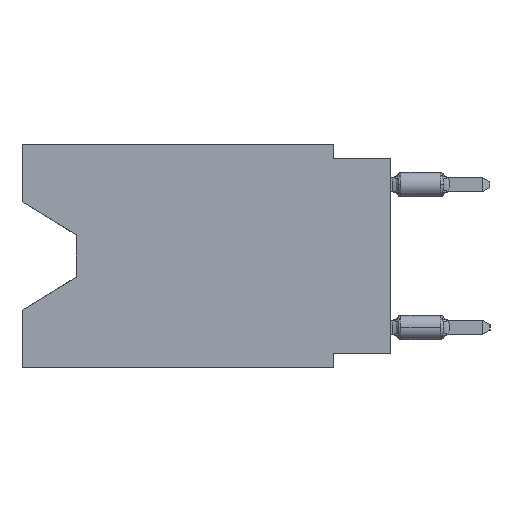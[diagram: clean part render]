
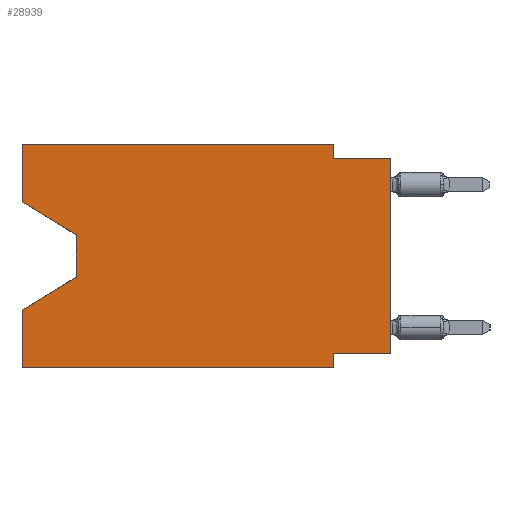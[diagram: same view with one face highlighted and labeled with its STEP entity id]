
A CAD part, left-side view. The second image highlights one B-rep face of the part: STEP entity #28939.
In plain terms, the highlighted planar face has unit normal (-1, 0, 0).
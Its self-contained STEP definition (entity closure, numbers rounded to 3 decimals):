
#435 = VERTEX_POINT ( 'NONE', #11384 ) ;
#896 = EDGE_CURVE ( 'NONE', #2497, #11851, #58035, .T. ) ;
#1175 = LINE ( 'NONE', #2115, #56957 ) ;
#2115 = CARTESIAN_POINT ( 'NONE',  ( 0., 13.97, -4.013 ) ) ;
#2327 = LINE ( 'NONE', #16451, #20178 ) ;
#2497 = VERTEX_POINT ( 'NONE', #18170 ) ;
#3227 = EDGE_CURVE ( 'NONE', #52444, #31347, #2327, .T. ) ;
#3553 = LINE ( 'NONE', #57776, #35196 ) ;
#3557 = CARTESIAN_POINT ( 'NONE',  ( 0., 2.54, -9.906 ) ) ;
#3872 = DIRECTION ( 'NONE',  ( 0., 0., -1. ) ) ;
#4421 = CARTESIAN_POINT ( 'NONE',  ( 0., 0., -9.271 ) ) ;
#4722 = CARTESIAN_POINT ( 'NONE',  ( 0., 16.383, -2.546 ) ) ;
#5909 = LINE ( 'NONE', #25150, #50837 ) ;
#6278 = EDGE_CURVE ( 'NONE', #10377, #49648, #15143, .T. ) ;
#6485 = DIRECTION ( 'NONE',  ( 0., -1., 0. ) ) ;
#9025 = DIRECTION ( 'NONE',  ( 1., 0., 0. ) ) ;
#10161 = DIRECTION ( 'NONE',  ( 0., 0., -1. ) ) ;
#10241 = VECTOR ( 'NONE', #6485, 1000. ) ;
#10260 = CARTESIAN_POINT ( 'NONE',  ( 0., 0., -0.635 ) ) ;
#10377 = VERTEX_POINT ( 'NONE', #38627 ) ;
#11115 = CARTESIAN_POINT ( 'NONE',  ( 0., 2.54, 0. ) ) ;
#11384 = CARTESIAN_POINT ( 'NONE',  ( 0., 2.54, -9.271 ) ) ;
#11424 = DIRECTION ( 'NONE',  ( 0., 0., -1. ) ) ;
#11851 = VERTEX_POINT ( 'NONE', #17347 ) ;
#12586 = DIRECTION ( 'NONE',  ( 0., 0., 1. ) ) ;
#14673 = CARTESIAN_POINT ( 'NONE',  ( 0., 0., 0. ) ) ;
#14996 = CARTESIAN_POINT ( 'NONE',  ( 0., 16.383, 0. ) ) ;
#15114 = LINE ( 'NONE', #24120, #35244 ) ;
#15143 = LINE ( 'NONE', #49814, #10241 ) ;
#15860 = EDGE_CURVE ( 'NONE', #43465, #48756, #5909, .T. ) ;
#16300 = VERTEX_POINT ( 'NONE', #42743 ) ;
#16451 = CARTESIAN_POINT ( 'NONE',  ( 0., 13.97, -5.893 ) ) ;
#17347 = CARTESIAN_POINT ( 'NONE',  ( 0., 2.54, 0. ) ) ;
#17946 = VERTEX_POINT ( 'NONE', #4722 ) ;
#18170 = CARTESIAN_POINT ( 'NONE',  ( 0., 16.383, 0. ) ) ;
#18396 = LINE ( 'NONE', #62050, #29060 ) ;
#19526 = CARTESIAN_POINT ( 'NONE',  ( 0., 13.97, -5.893 ) ) ;
#20178 = VECTOR ( 'NONE', #36009, 1000. ) ;
#23673 = DIRECTION ( 'NONE',  ( 0., 0., 1. ) ) ;
#24120 = CARTESIAN_POINT ( 'NONE',  ( 0., 16.383, -2.546 ) ) ;
#24277 = ORIENTED_EDGE ( 'NONE', *, *, #49493, .F. ) ;
#24525 = DIRECTION ( 'NONE',  ( 0., -1., 0. ) ) ;
#25150 = CARTESIAN_POINT ( 'NONE',  ( 0., 16.383, -9.906 ) ) ;
#27349 = EDGE_CURVE ( 'NONE', #17946, #53863, #15114, .T. ) ;
#27511 = DIRECTION ( 'NONE',  ( 0., 1., 0. ) ) ;
#28723 = CARTESIAN_POINT ( 'NONE',  ( 0., 16.383, -7.36 ) ) ;
#28939 = ADVANCED_FACE ( 'NONE', ( #43045 ), #62631, .F. ) ;
#29060 = VECTOR ( 'NONE', #57241, 1000. ) ;
#29930 = EDGE_CURVE ( 'NONE', #53863, #52444, #1175, .T. ) ;
#30194 = DIRECTION ( 'NONE',  ( 0., 0., -1. ) ) ;
#30454 = EDGE_CURVE ( 'NONE', #17946, #2497, #37916, .T. ) ;
#30903 = EDGE_CURVE ( 'NONE', #16300, #435, #32970, .T. ) ;
#30985 = ORIENTED_EDGE ( 'NONE', *, *, #15860, .T. ) ;
#31347 = VERTEX_POINT ( 'NONE', #28723 ) ;
#31387 = VECTOR ( 'NONE', #12586, 1000. ) ;
#31882 = ORIENTED_EDGE ( 'NONE', *, *, #45389, .F. ) ;
#32970 = LINE ( 'NONE', #4421, #52838 ) ;
#33771 = ORIENTED_EDGE ( 'NONE', *, *, #30454, .F. ) ;
#35196 = VECTOR ( 'NONE', #3872, 1000. ) ;
#35231 = EDGE_CURVE ( 'NONE', #43465, #31347, #18396, .T. ) ;
#35244 = VECTOR ( 'NONE', #58469, 1000. ) ;
#36009 = DIRECTION ( 'NONE',  ( 0., 0.855, -0.519 ) ) ;
#37227 = VECTOR ( 'NONE', #23673, 1000. ) ;
#37301 = ORIENTED_EDGE ( 'NONE', *, *, #29930, .T. ) ;
#37430 = ORIENTED_EDGE ( 'NONE', *, *, #27349, .T. ) ;
#37916 = LINE ( 'NONE', #52064, #31387 ) ;
#38209 = CARTESIAN_POINT ( 'NONE',  ( 0., 16.383, 0. ) ) ;
#38302 = ORIENTED_EDGE ( 'NONE', *, *, #6278, .F. ) ;
#38627 = CARTESIAN_POINT ( 'NONE',  ( 0., 2.54, -0.635 ) ) ;
#42743 = CARTESIAN_POINT ( 'NONE',  ( 0., 0., -9.271 ) ) ;
#43045 = FACE_OUTER_BOUND ( 'NONE', #45862, .T. ) ;
#43465 = VERTEX_POINT ( 'NONE', #46162 ) ;
#43539 = AXIS2_PLACEMENT_3D ( 'NONE', #38209, #9025, #30194 ) ;
#43580 = DIRECTION ( 'NONE',  ( 0., -1., 0. ) ) ;
#44517 = LINE ( 'NONE', #14673, #37227 ) ;
#45389 = EDGE_CURVE ( 'NONE', #11851, #10377, #59581, .T. ) ;
#45862 = EDGE_LOOP ( 'NONE', ( #37430, #37301, #58294, #60476, #30985, #24277, #59413, #56460, #38302, #31882, #60350, #33771 ) ) ;
#46162 = CARTESIAN_POINT ( 'NONE',  ( 0., 16.383, -9.906 ) ) ;
#47294 = VECTOR ( 'NONE', #10161, 1000. ) ;
#47595 = EDGE_CURVE ( 'NONE', #16300, #49648, #44517, .T. ) ;
#48756 = VERTEX_POINT ( 'NONE', #3557 ) ;
#49493 = EDGE_CURVE ( 'NONE', #435, #48756, #3553, .T. ) ;
#49648 = VERTEX_POINT ( 'NONE', #10260 ) ;
#49814 = CARTESIAN_POINT ( 'NONE',  ( 0., 0., -0.635 ) ) ;
#50837 = VECTOR ( 'NONE', #24525, 1000. ) ;
#52064 = CARTESIAN_POINT ( 'NONE',  ( 0., 16.383, 0. ) ) ;
#52444 = VERTEX_POINT ( 'NONE', #19526 ) ;
#52838 = VECTOR ( 'NONE', #27511, 1000. ) ;
#53863 = VERTEX_POINT ( 'NONE', #60830 ) ;
#54108 = VECTOR ( 'NONE', #43580, 1000. ) ;
#56460 = ORIENTED_EDGE ( 'NONE', *, *, #47595, .T. ) ;
#56957 = VECTOR ( 'NONE', #11424, 1000. ) ;
#57241 = DIRECTION ( 'NONE',  ( 0., 0., 1. ) ) ;
#57776 = CARTESIAN_POINT ( 'NONE',  ( 0., 2.54, -9.906 ) ) ;
#58035 = LINE ( 'NONE', #14996, #54108 ) ;
#58294 = ORIENTED_EDGE ( 'NONE', *, *, #3227, .T. ) ;
#58469 = DIRECTION ( 'NONE',  ( 0., -0.855, -0.519 ) ) ;
#59413 = ORIENTED_EDGE ( 'NONE', *, *, #30903, .F. ) ;
#59581 = LINE ( 'NONE', #11115, #47294 ) ;
#60350 = ORIENTED_EDGE ( 'NONE', *, *, #896, .F. ) ;
#60476 = ORIENTED_EDGE ( 'NONE', *, *, #35231, .F. ) ;
#60830 = CARTESIAN_POINT ( 'NONE',  ( 0., 13.97, -4.013 ) ) ;
#62050 = CARTESIAN_POINT ( 'NONE',  ( 0., 16.383, 0. ) ) ;
#62631 = PLANE ( 'NONE',  #43539 ) ;
